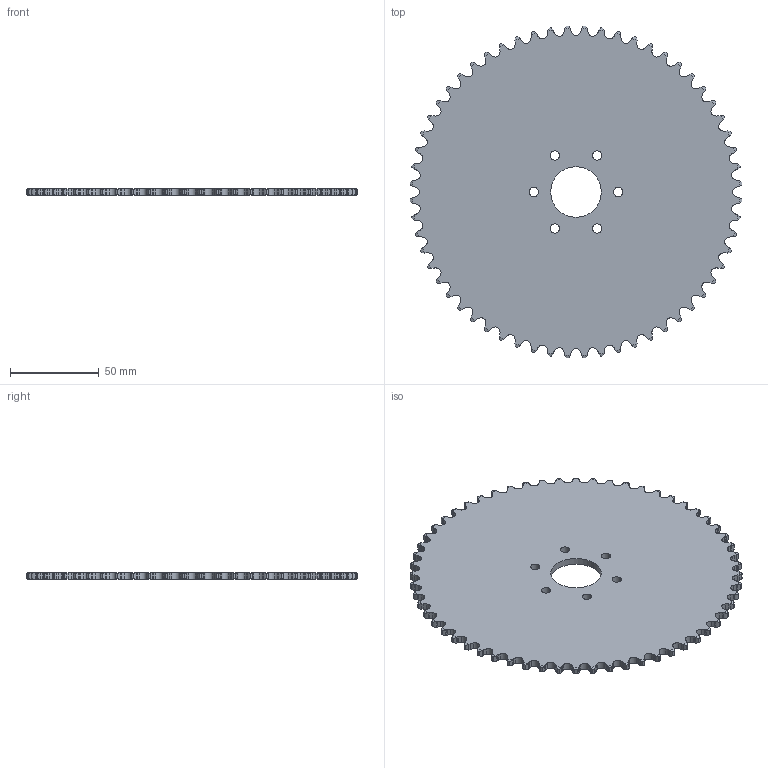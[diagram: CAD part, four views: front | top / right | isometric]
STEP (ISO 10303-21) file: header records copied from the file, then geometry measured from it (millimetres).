
FILE_DESCRIPTION (( 'STEP AP214' ), '1' );
FILE_NAME ('am-0237 S35-60L Aluminum Sprocket.STEP', '2015-12-21T17:30:01', ( '' ), ( '' ), 'SwSTEP 2.0', 'SolidWorks 2014', '' );
FILE_SCHEMA (( 'AUTOMOTIVE_DESIGN' ));
Length unit declared in the file: inch
Products named in the file (1): am-0237 S35-60L Aluminum Sprocket
Bounding box: 187.26 x 187.26 x 3.94 mm (x, y, z)
Volume: 98524.6 mm3; surface area: 54354.4 mm2
Topology: 1 solids, 1 shells, 767 faces, 2295 edges, 1530 vertices
Faces by surface type: cylinder 405, plane 242, cone 120
Entity records: 26971 total; most frequent: CARTESIAN_POINT 5825, ORIENTED_EDGE 4590, DIRECTION 4489, EDGE_CURVE 2295, AXIS2_PLACEMENT_3D 1682, VERTEX_POINT 1530, VECTOR 1125, LINE 1125
